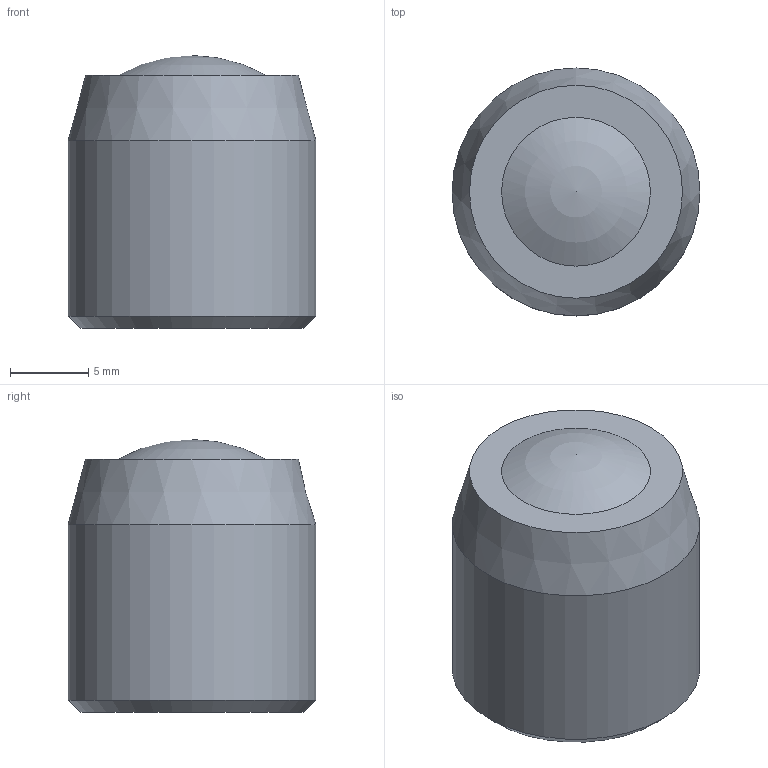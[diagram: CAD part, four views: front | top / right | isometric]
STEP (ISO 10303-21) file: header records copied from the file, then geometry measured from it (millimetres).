
FILE_DESCRIPTION(/* description */ (''),/* implementation_level */ '2;1');
FILE_NAME(/* name */ '13562.stp',/* time_stamp */ '2016-09-23T13:30:14-04:00',/* author */ ('cridley'),/* organization */ (''),/* preprocessor_version */ 'ST-DEVELOPER v15.6',/* originating_system */ 'Autodesk Inventor 2015',/* authorisation */ '');
FILE_SCHEMA (('AUTOMOTIVE_DESIGN { 1 0 10303 214 3 1 1 }'));
Length unit declared in the file: inch
Products named in the file (1): 13562
Bounding box: 15.88 x 15.88 x 17.48 mm (x, y, z)
Volume: 2837 mm3; surface area: 1289.8 mm2
Topology: 1 solids, 1 shells, 27 faces, 73 edges, 48 vertices
Faces by surface type: plane 20, cone 4, cylinder 2, sphere 1
Full cylindrical faces by diameter (mm): 6.477 x1, 15.875 x1
Entity records: 784 total; most frequent: CARTESIAN_POINT 156, DIRECTION 124, ORIENTED_EDGE 122, EDGE_CURVE 61, AXIS2_PLACEMENT_3D 47, VERTEX_POINT 43, EDGE_LOOP 34, LINE 30
